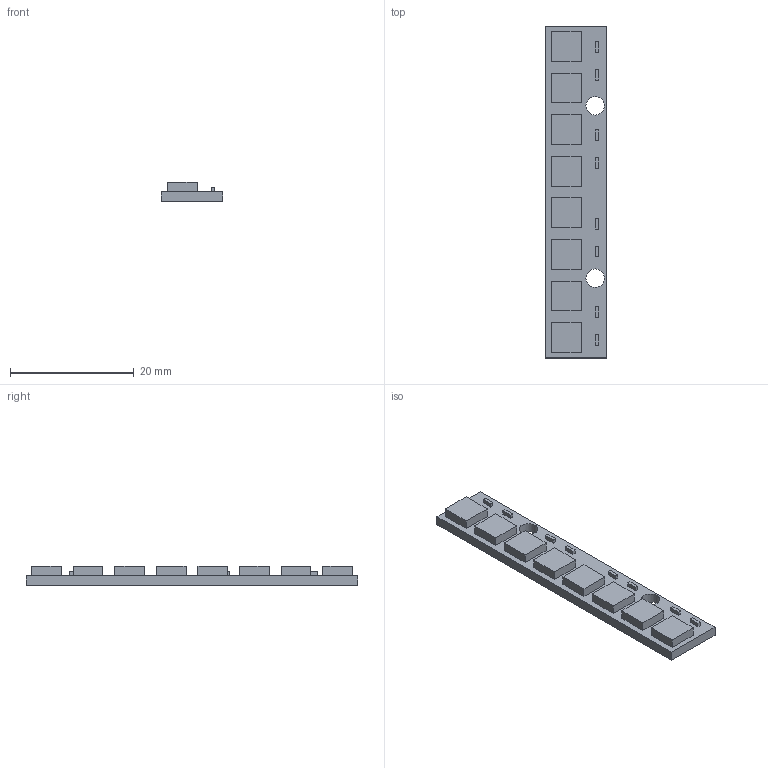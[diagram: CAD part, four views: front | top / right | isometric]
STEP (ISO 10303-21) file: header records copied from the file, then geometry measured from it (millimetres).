
FILE_DESCRIPTION(/* description */ (''),/* implementation_level */ '2;1');
FILE_NAME(/* name */ 'Lightbar x8 WS2812 v1.step',/* time_stamp */ '2022-01-19T17:28:54+02:00',/* author */ (''),/* organization */ (''),/* preprocessor_version */ 'ST-DEVELOPER v18.1',/* originating_system */ 'Autodesk Translation Framework v10.10.0.1391',/* authorisation */ '');
FILE_SCHEMA (('AUTOMOTIVE_DESIGN { 1 0 10303 214 3 1 1 }'));
Length unit declared in the file: millimetre
Products named in the file (1): Lightbar x8 WS2812
Bounding box: 9.9 x 53.7 x 3.1 mm (x, y, z)
Volume: 1109.1 mm3; surface area: 1522.8 mm2
Topology: 1 solids, 1 shells, 88 faces, 210 edges, 140 vertices
Faces by surface type: plane 86, cylinder 2
Full cylindrical faces by diameter (mm): 3 x2
Entity records: 2640 total; most frequent: CARTESIAN_POINT 439, ORIENTED_EDGE 420, DIRECTION 392, EDGE_CURVE 210, LINE 206, VECTOR 206, VERTEX_POINT 140, EDGE_LOOP 108
